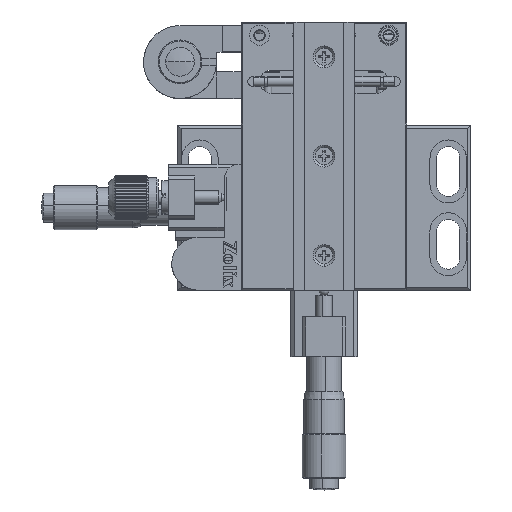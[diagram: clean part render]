
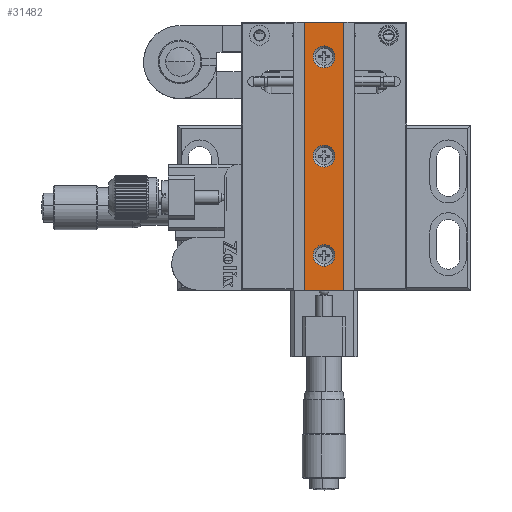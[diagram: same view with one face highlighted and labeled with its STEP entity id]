
A CAD part, top view. The second image highlights one B-rep face of the part: STEP entity #31482.
In plain terms, the highlighted planar face has unit normal (0, 0, 1).
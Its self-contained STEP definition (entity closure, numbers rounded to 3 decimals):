
#886 = PLANE ( 'NONE',  #51629 ) ;
#1317 = LINE ( 'NONE', #9601, #1929 ) ;
#1341 = DIRECTION ( 'NONE',  ( 0., 0., 1. ) ) ;
#1613 = ORIENTED_EDGE ( 'NONE', *, *, #29924, .F. ) ;
#1929 = VECTOR ( 'NONE', #46120, 1000. ) ;
#3133 = VERTEX_POINT ( 'NONE', #40832 ) ;
#3950 = VERTEX_POINT ( 'NONE', #27219 ) ;
#4121 = EDGE_CURVE ( 'NONE', #45558, #17652, #11758, .T. ) ;
#4813 = CIRCLE ( 'NONE', #42732, 3.3 ) ;
#5824 = EDGE_LOOP ( 'NONE', ( #18024, #16277 ) ) ;
#6370 = DIRECTION ( 'NONE',  ( 0., 1., 0. ) ) ;
#7140 = ORIENTED_EDGE ( 'NONE', *, *, #9887, .T. ) ;
#8938 = CARTESIAN_POINT ( 'NONE',  ( -4.45, 47.909, 75.2 ) ) ;
#9096 = CARTESIAN_POINT ( 'NONE',  ( 1.55, 58.409, 75.2 ) ) ;
#9529 = EDGE_CURVE ( 'NONE', #43346, #3133, #1317, .T. ) ;
#9601 = CARTESIAN_POINT ( 'NONE',  ( -10.45, 58.409, 75.2 ) ) ;
#9887 = EDGE_CURVE ( 'NONE', #3133, #32195, #41688, .T. ) ;
#9896 = ORIENTED_EDGE ( 'NONE', *, *, #32939, .F. ) ;
#11758 = CIRCLE ( 'NONE', #49138, 3.3 ) ;
#12210 = VERTEX_POINT ( 'NONE', #52037 ) ;
#12501 = DIRECTION ( 'NONE',  ( 0., 1., 0. ) ) ;
#12699 = DIRECTION ( 'NONE',  ( 1., 0., 0. ) ) ;
#13065 = AXIS2_PLACEMENT_3D ( 'NONE', #41160, #16593, #36878 ) ;
#13219 = DIRECTION ( 'NONE',  ( 0., 0., 1. ) ) ;
#13587 = CIRCLE ( 'NONE', #18501, 3.3 ) ;
#13645 = CIRCLE ( 'NONE', #13065, 3.3 ) ;
#14162 = FACE_BOUND ( 'NONE', #22198, .T. ) ;
#15689 = DIRECTION ( 'NONE',  ( 0., -1., 0. ) ) ;
#16277 = ORIENTED_EDGE ( 'NONE', *, *, #25887, .F. ) ;
#16593 = DIRECTION ( 'NONE',  ( 0., 0., 1. ) ) ;
#17530 = CARTESIAN_POINT ( 'NONE',  ( 1.55, 58.409, 75.2 ) ) ;
#17652 = VERTEX_POINT ( 'NONE', #29244 ) ;
#17826 = VECTOR ( 'NONE', #41878, 1000. ) ;
#18024 = ORIENTED_EDGE ( 'NONE', *, *, #26184, .F. ) ;
#18262 = DIRECTION ( 'NONE',  ( 0., 1., 0. ) ) ;
#18501 = AXIS2_PLACEMENT_3D ( 'NONE', #26880, #46775, #18262 ) ;
#19081 = LINE ( 'NONE', #9096, #17826 ) ;
#20177 = CARTESIAN_POINT ( 'NONE',  ( -10.45, 58.409, 75.2 ) ) ;
#20402 = CARTESIAN_POINT ( 'NONE',  ( 1.55, 58.409, 75.2 ) ) ;
#20661 = CARTESIAN_POINT ( 'NONE',  ( -4.45, 51.209, 75.2 ) ) ;
#21276 = CIRCLE ( 'NONE', #51493, 3.3 ) ;
#22198 = EDGE_LOOP ( 'NONE', ( #50805, #41936 ) ) ;
#22391 = FACE_OUTER_BOUND ( 'NONE', #52921, .T. ) ;
#22452 = DIRECTION ( 'NONE',  ( 0., 1., 0. ) ) ;
#22606 = ORIENTED_EDGE ( 'NONE', *, *, #4121, .F. ) ;
#25230 = DIRECTION ( 'NONE',  ( -1., 0., 0. ) ) ;
#25887 = EDGE_CURVE ( 'NONE', #3950, #46211, #21276, .T. ) ;
#26184 = EDGE_CURVE ( 'NONE', #46211, #3950, #13587, .T. ) ;
#26706 = ORIENTED_EDGE ( 'NONE', *, *, #9529, .T. ) ;
#26880 = CARTESIAN_POINT ( 'NONE',  ( -4.45, 17.909, 75.2 ) ) ;
#27219 = CARTESIAN_POINT ( 'NONE',  ( -4.45, 14.609, 75.2 ) ) ;
#29244 = CARTESIAN_POINT ( 'NONE',  ( -4.45, 44.609, 75.2 ) ) ;
#29924 = EDGE_CURVE ( 'NONE', #17652, #45558, #4813, .T. ) ;
#30109 = VECTOR ( 'NONE', #12699, 1000. ) ;
#30142 = VECTOR ( 'NONE', #15689, 1000. ) ;
#30396 = CARTESIAN_POINT ( 'NONE',  ( -4.45, 47.909, 75.2 ) ) ;
#31303 = DIRECTION ( 'NONE',  ( 0., 0., 1. ) ) ;
#31482 = ADVANCED_FACE ( 'NONE', ( #32013, #14162, #50681, #22391 ), #886, .F. ) ;
#31997 = CARTESIAN_POINT ( 'NONE',  ( 1.55, 58.409, 75.2 ) ) ;
#32013 = FACE_BOUND ( 'NONE', #5824, .T. ) ;
#32195 = VERTEX_POINT ( 'NONE', #42567 ) ;
#32294 = VERTEX_POINT ( 'NONE', #36110 ) ;
#32357 = EDGE_LOOP ( 'NONE', ( #22606, #1613 ) ) ;
#32939 = EDGE_CURVE ( 'NONE', #43346, #46666, #19081, .T. ) ;
#34937 = EDGE_CURVE ( 'NONE', #12210, #32294, #40680, .T. ) ;
#35454 = CARTESIAN_POINT ( 'NONE',  ( -4.45, 17.909, 75.2 ) ) ;
#35624 = ORIENTED_EDGE ( 'NONE', *, *, #52815, .F. ) ;
#36110 = CARTESIAN_POINT ( 'NONE',  ( -4.45, -8.791, 75.2 ) ) ;
#36114 = EDGE_CURVE ( 'NONE', #32294, #12210, #13645, .T. ) ;
#36878 = DIRECTION ( 'NONE',  ( 0., 1., 0. ) ) ;
#37721 = AXIS2_PLACEMENT_3D ( 'NONE', #46994, #1341, #22452 ) ;
#38472 = DIRECTION ( 'NONE',  ( 0., 0., 1. ) ) ;
#40680 = CIRCLE ( 'NONE', #37721, 3.3 ) ;
#40832 = CARTESIAN_POINT ( 'NONE',  ( -10.45, -22.591, 75.2 ) ) ;
#41160 = CARTESIAN_POINT ( 'NONE',  ( -4.45, -12.091, 75.2 ) ) ;
#41688 = LINE ( 'NONE', #45291, #30109 ) ;
#41878 = DIRECTION ( 'NONE',  ( 1., 0., 0. ) ) ;
#41936 = ORIENTED_EDGE ( 'NONE', *, *, #34937, .F. ) ;
#42137 = CARTESIAN_POINT ( 'NONE',  ( -4.45, 21.209, 75.2 ) ) ;
#42567 = CARTESIAN_POINT ( 'NONE',  ( 1.55, -22.591, 75.2 ) ) ;
#42732 = AXIS2_PLACEMENT_3D ( 'NONE', #30396, #38472, #6370 ) ;
#43346 = VERTEX_POINT ( 'NONE', #20177 ) ;
#45291 = CARTESIAN_POINT ( 'NONE',  ( 1.55, -22.591, 75.2 ) ) ;
#45558 = VERTEX_POINT ( 'NONE', #20661 ) ;
#46120 = DIRECTION ( 'NONE',  ( 0., -1., 0. ) ) ;
#46211 = VERTEX_POINT ( 'NONE', #42137 ) ;
#46666 = VERTEX_POINT ( 'NONE', #20402 ) ;
#46775 = DIRECTION ( 'NONE',  ( 0., 0., 1. ) ) ;
#46994 = CARTESIAN_POINT ( 'NONE',  ( -4.45, -12.091, 75.2 ) ) ;
#49138 = AXIS2_PLACEMENT_3D ( 'NONE', #8938, #13219, #12501 ) ;
#49774 = DIRECTION ( 'NONE',  ( 0., 0., -1. ) ) ;
#50681 = FACE_BOUND ( 'NONE', #32357, .T. ) ;
#50805 = ORIENTED_EDGE ( 'NONE', *, *, #36114, .F. ) ;
#51257 = LINE ( 'NONE', #31997, #30142 ) ;
#51493 = AXIS2_PLACEMENT_3D ( 'NONE', #35454, #31303, #52067 ) ;
#51629 = AXIS2_PLACEMENT_3D ( 'NONE', #17530, #49774, #25230 ) ;
#52037 = CARTESIAN_POINT ( 'NONE',  ( -4.45, -15.391, 75.2 ) ) ;
#52067 = DIRECTION ( 'NONE',  ( 0., 1., 0. ) ) ;
#52815 = EDGE_CURVE ( 'NONE', #46666, #32195, #51257, .T. ) ;
#52921 = EDGE_LOOP ( 'NONE', ( #7140, #35624, #9896, #26706 ) ) ;
